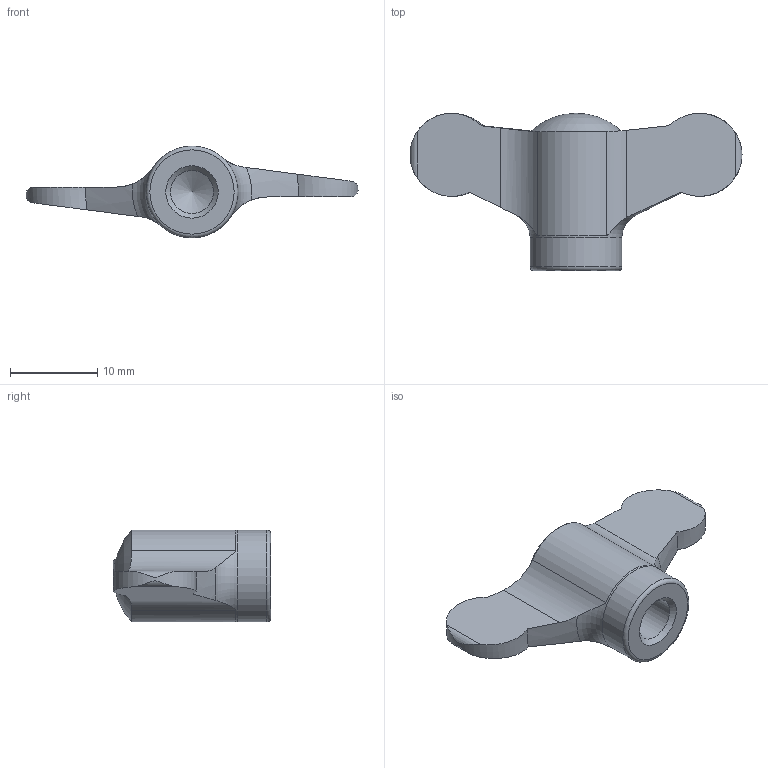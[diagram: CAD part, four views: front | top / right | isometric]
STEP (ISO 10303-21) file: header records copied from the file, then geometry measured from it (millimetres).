
FILE_DESCRIPTION( ( 'STEP AP214' ), '1' );
FILE_NAME( 'K0273.906.stp', '2020-11-27T10:18:32', ( '' ), ( '' ), ' ', 'PARTsolutions', ' ' );
FILE_SCHEMA( ( 'AUTOMOTIVE_DESIGN { 1 0 10303 214 1 1 1 1 }' ) );
Length unit declared in the file: millimetre
Products named in the file (1): _K0273.906
Bounding box: 38 x 18 x 10.52 mm (x, y, z)
Volume: 1963 mm3; surface area: 1426.9 mm2
Topology: 1 solids, 1 shells, 27 faces, 74 edges, 48 vertices
Faces by surface type: cylinder 12, cone 5, plane 5, torus 4, sphere 1
Full cylindrical faces by diameter (mm): 4.917 x1, 10.5 x1
Entity records: 1322 total; most frequent: CARTESIAN_POINT 512, ORIENTED_EDGE 122, DIRECTION 102, EDGE_CURVE 61, AXIS2_PLACEMENT_3D 45, VERTEX_POINT 45, EDGE_LOOP 34, B_SPLINE_CURVE_WITH_KNOTS 32
